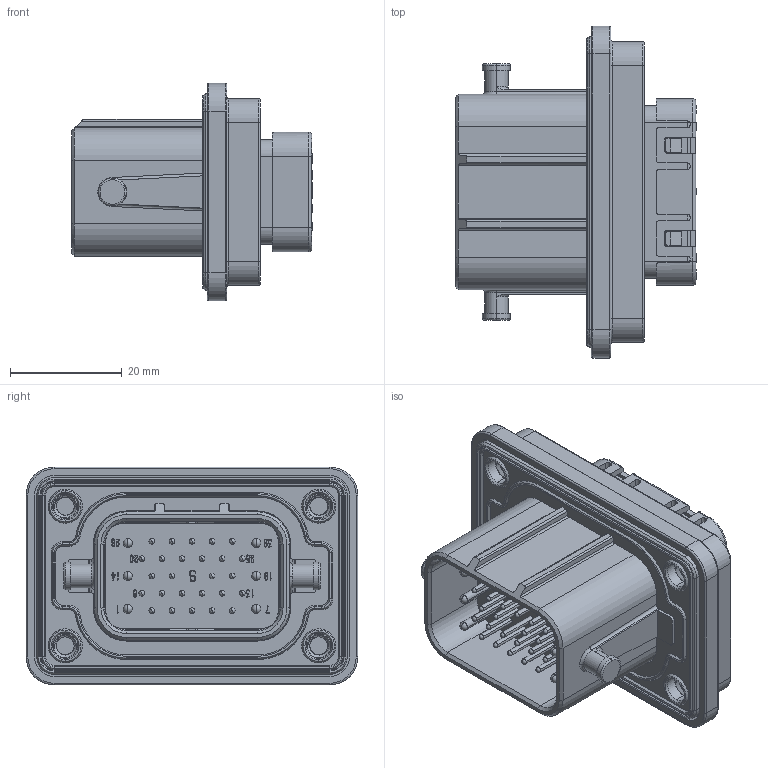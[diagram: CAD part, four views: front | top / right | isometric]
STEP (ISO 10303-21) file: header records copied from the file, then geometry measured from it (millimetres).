
FILE_DESCRIPTION (( 'STEP AP203' ), '1' );
FILE_NAME ('YG1024²å×ù.STEP', '2022-10-25T06:34:22', ( 'yguser' ), ( 'ygkj' ), 'SwSTEP 2.0', 'SolidWorks 2018', '' );
FILE_SCHEMA (( 'CONFIG_CONTROL_DESIGN' ));
Products named in the file (1): YG1024脣釱
Bounding box: 43.12 x 59.4 x 39 mm (x, y, z)
Volume: 33577.8 mm3; surface area: 20448.4 mm2
Topology: 1 solids, 6 shells, 2451 faces, 6222 edges, 3872 vertices
Faces by surface type: plane 909, cylinder 647, bspline 381, cone 272, torus 158, sphere 84
Entity records: 92741 total; most frequent: CARTESIAN_POINT 36105, ORIENTED_EDGE 12252, DIRECTION 10981, EDGE_CURVE 6126, VERTEX_POINT 3840, AXIS2_PLACEMENT_3D 3779, VECTOR 3423, LINE 3423
